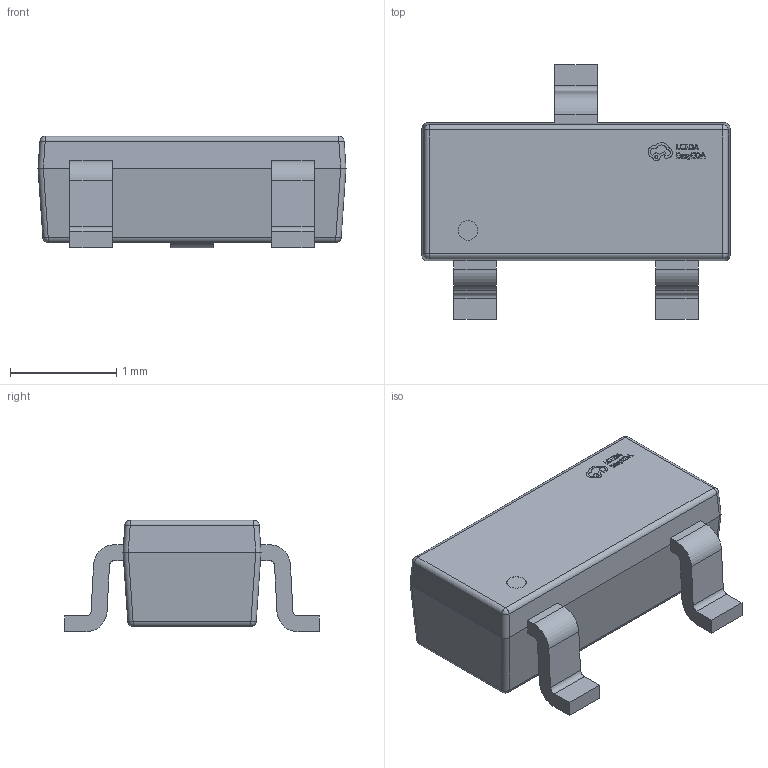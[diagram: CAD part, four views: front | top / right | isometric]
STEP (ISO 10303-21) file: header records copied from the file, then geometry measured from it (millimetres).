
FILE_DESCRIPTION (( 'STEP AP214' ), '1' );
FILE_NAME ('SOT-23-3_L2.9-W1.3-P1.90-LS2.4.step', '2022-07-26T11:01:59', ( '' ), ( '' ), 'SwSTEP 2.0', 'SolidWorks 2020', '' );
FILE_SCHEMA (( 'AUTOMOTIVE_DESIGN' ));
Length unit declared in the file: millimetre
Products named in the file (1): SOT-23-3_L2.9-W1.3-P1.90-LS2.4
Bounding box: 2.9 x 2.4 x 1.05 mm (x, y, z)
Volume: 3.8 mm3; surface area: 18.5 mm2
Topology: 14 solids, 14 shells, 366 faces, 958 edges, 628 vertices
Faces by surface type: plane 216, bspline 112, cylinder 30, sphere 8
Entity records: 16531 total; most frequent: CARTESIAN_POINT 4069, ORIENTED_EDGE 1916, DIRECTION 1288, EDGE_CURVE 958, VECTOR 674, LINE 674, VERTEX_POINT 628, EDGE_LOOP 386
